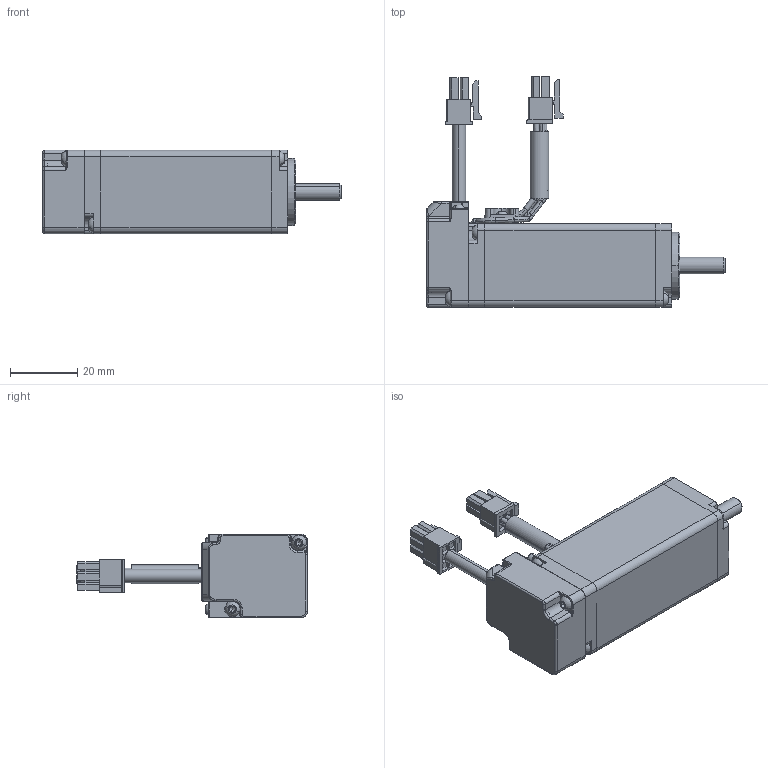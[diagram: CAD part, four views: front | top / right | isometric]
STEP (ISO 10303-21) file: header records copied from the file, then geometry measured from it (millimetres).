
FILE_DESCRIPTION (( 'STEP AP214' ), '1' );
FILE_NAME ('M25AIS73-48-00130.STEP', '2022-11-09T02:20:35', ( '' ), ( '' ), 'SwSTEP 2.0', 'SolidWorks 2020', '' );
FILE_SCHEMA (( 'AUTOMOTIVE_DESIGN' ));
Length unit declared in the file: millimetre
Products named in the file (16): 25隅赽; GB╱T 70.2-2015[内六角平圆头螺钉M2×10]_M3×10; GB╱T 70.2-2015[内六角平圆头螺钉M2.5×10]_M3×10; 25晤鎢ん綴欶; 430250600     40低压分体式伺服电机    编码器接头; 錨璃11; 25雄薯盄; 25綴傷裔; 25蛌粣; 25ヶ傷裔; 25揤盄裔; 晤鎢ん盄; PE; 25誘盄杶; M25AIS73-48-00130; 430250400       40低压分体式伺服电机 动力接头
Assembly tree (24 placements, depth 2):
  M25AIS73-48-00130
    25晤鎢ん綴欶
    25隅赽
    25綴傷裔
    25ヶ傷裔
    25揤盄裔
    25蛌粣
    GB╱T 70.2-2015[内六角平圆头螺钉M2.5×10]_M3×10  x6
    25雄薯盄
    PE
    錨璃11
    晤鎢ん盄
    GB╱T 70.2-2015[内六角平圆头螺钉M2×10]_M3×10  x5
    25誘盄杶
    430250400       40低压分体式伺服电机 动力接头
    430250600     40低压分体式伺服电机    编码器接头
Bounding box: 89 x 68.9 x 25 mm (x, y, z)
Volume: 25908.9 mm3; surface area: 24103.3 mm2
Topology: 25 solids, 25 shells, 1062 faces, 2505 edges, 1517 vertices
Faces by surface type: plane 472, cylinder 267, cone 155, torus 83, bspline 54, sphere 31
Entity records: 27817 total; most frequent: CARTESIAN_POINT 6951, DIRECTION 4042, ORIENTED_EDGE 4008, EDGE_CURVE 2004, AXIS2_PLACEMENT_3D 1427, VERTEX_POINT 1256, VECTOR 1188, LINE 1188
